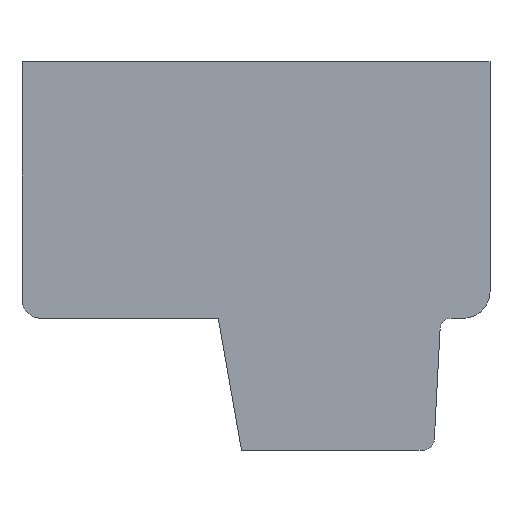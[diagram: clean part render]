
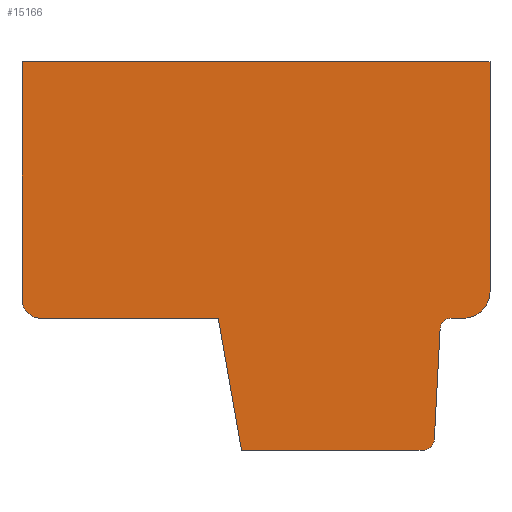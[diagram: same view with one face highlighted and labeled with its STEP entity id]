
A CAD part, front view. The second image highlights one B-rep face of the part: STEP entity #15166.
In plain terms, the highlighted planar face has unit normal (0, -1, 0).
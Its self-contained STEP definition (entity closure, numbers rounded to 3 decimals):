
#1=DIRECTION('',(0.,0.,1.));
#2=VECTOR('',#1,6.3);
#3=CARTESIAN_POINT('',(-6.2,0.,-1.15));
#4=LINE('',#3,#2);
#5=DIRECTION('',(1.,0.,0.));
#6=VECTOR('',#5,12.4);
#7=CARTESIAN_POINT('',(-6.2,0.,5.15));
#8=LINE('',#7,#6);
#9=DIRECTION('',(0.,0.,-1.));
#10=VECTOR('',#9,6.1);
#11=CARTESIAN_POINT('',(6.2,0.,5.15));
#12=LINE('',#11,#10);
#13=CARTESIAN_POINT('',(5.5,0.,-0.95));
#14=DIRECTION('',(0.,1.,0.));
#15=DIRECTION('',(1.,0.,0.));
#16=AXIS2_PLACEMENT_3D('',#13,#14,#15);
#18=DIRECTION('',(-1.,0.,0.));
#19=VECTOR('',#18,0.323);
#20=CARTESIAN_POINT('',(5.5,0.,-1.65));
#21=LINE('',#20,#19);
#22=CARTESIAN_POINT('',(5.177,0.,-1.95));
#23=DIRECTION('',(0.,-1.,0.));
#24=DIRECTION('',(0.,0.,1.));
#25=AXIS2_PLACEMENT_3D('',#22,#23,#24);
#27=DIRECTION('',(-0.052,0.,-0.999));
#28=VECTOR('',#27,2.904);
#29=CARTESIAN_POINT('',(4.877,0.,-1.95));
#30=LINE('',#29,#28);
#31=CARTESIAN_POINT('',(4.425,0.,-4.85));
#32=DIRECTION('',(0.,1.,0.));
#33=DIRECTION('',(1.,0.,0.));
#34=AXIS2_PLACEMENT_3D('',#31,#32,#33);
#36=DIRECTION('',(-1.,0.,0.));
#37=VECTOR('',#36,4.808);
#38=CARTESIAN_POINT('',(4.425,0.,-5.15));
#39=LINE('',#38,#37);
#40=DIRECTION('',(-0.174,0.,0.985));
#41=VECTOR('',#40,3.554);
#42=CARTESIAN_POINT('',(-0.383,0.,-5.15));
#43=LINE('',#42,#41);
#44=DIRECTION('',(-1.,0.,0.));
#45=VECTOR('',#44,4.7);
#46=CARTESIAN_POINT('',(-1.,0.,-1.65));
#47=LINE('',#46,#45);
#48=CARTESIAN_POINT('',(-5.7,0.,-1.15));
#49=DIRECTION('',(0.,1.,0.));
#50=DIRECTION('',(0.,0.,-1.));
#51=AXIS2_PLACEMENT_3D('',#48,#49,#50);
#11515=CARTESIAN_POINT('',(-6.2,0.,-1.15));
#11516=CARTESIAN_POINT('',(-6.2,0.,5.15));
#11517=VERTEX_POINT('',#11515);
#11518=VERTEX_POINT('',#11516);
#11519=CARTESIAN_POINT('',(6.2,0.,5.15));
#11520=VERTEX_POINT('',#11519);
#11521=CARTESIAN_POINT('',(6.2,0.,-0.95));
#11522=VERTEX_POINT('',#11521);
#11523=CARTESIAN_POINT('',(5.5,0.,-1.65));
#11524=VERTEX_POINT('',#11523);
#11525=CARTESIAN_POINT('',(5.177,0.,-1.65));
#11526=VERTEX_POINT('',#11525);
#11527=CARTESIAN_POINT('',(4.877,0.,-1.95));
#11528=VERTEX_POINT('',#11527);
#11529=CARTESIAN_POINT('',(4.725,0.,-4.85));
#11530=VERTEX_POINT('',#11529);
#11531=CARTESIAN_POINT('',(4.425,0.,-5.15));
#11532=VERTEX_POINT('',#11531);
#11533=CARTESIAN_POINT('',(-0.383,0.,-5.15));
#11534=VERTEX_POINT('',#11533);
#11535=CARTESIAN_POINT('',(-1.,0.,-1.65));
#11536=VERTEX_POINT('',#11535);
#11537=CARTESIAN_POINT('',(-5.7,0.,-1.65));
#11538=VERTEX_POINT('',#11537);
#15135=CARTESIAN_POINT('',(0.,0.,0.));
#15136=DIRECTION('',(0.,1.,0.));
#15137=DIRECTION('',(1.,0.,0.));
#15138=AXIS2_PLACEMENT_3D('',#15135,#15136,#15137);
#15139=PLANE('',#15138);
#15141=ORIENTED_EDGE('',*,*,#15140,.T.);
#15143=ORIENTED_EDGE('',*,*,#15142,.T.);
#15145=ORIENTED_EDGE('',*,*,#15144,.T.);
#15147=ORIENTED_EDGE('',*,*,#15146,.T.);
#15149=ORIENTED_EDGE('',*,*,#15148,.T.);
#15151=ORIENTED_EDGE('',*,*,#15150,.T.);
#15153=ORIENTED_EDGE('',*,*,#15152,.T.);
#15155=ORIENTED_EDGE('',*,*,#15154,.T.);
#15157=ORIENTED_EDGE('',*,*,#15156,.T.);
#15159=ORIENTED_EDGE('',*,*,#15158,.T.);
#15161=ORIENTED_EDGE('',*,*,#15160,.T.);
#15163=ORIENTED_EDGE('',*,*,#15162,.T.);
#15164=EDGE_LOOP('',(#15141,#15143,#15145,#15147,#15149,#15151,#15153,#15155,
#15157,#15159,#15161,#15163));
#15165=FACE_OUTER_BOUND('',#15164,.F.);
#15166=ADVANCED_FACE('',(#15165),#15139,.F.);
#17=CIRCLE('',#16,0.7);
#26=CIRCLE('',#25,0.3);
#35=CIRCLE('',#34,0.3);
#52=CIRCLE('',#51,0.5);
#15140=EDGE_CURVE('',#11517,#11518,#4,.T.);
#15142=EDGE_CURVE('',#11518,#11520,#8,.T.);
#15144=EDGE_CURVE('',#11520,#11522,#12,.T.);
#15146=EDGE_CURVE('',#11522,#11524,#17,.T.);
#15148=EDGE_CURVE('',#11524,#11526,#21,.T.);
#15150=EDGE_CURVE('',#11526,#11528,#26,.T.);
#15152=EDGE_CURVE('',#11528,#11530,#30,.T.);
#15154=EDGE_CURVE('',#11530,#11532,#35,.T.);
#15156=EDGE_CURVE('',#11532,#11534,#39,.T.);
#15158=EDGE_CURVE('',#11534,#11536,#43,.T.);
#15160=EDGE_CURVE('',#11536,#11538,#47,.T.);
#15162=EDGE_CURVE('',#11538,#11517,#52,.T.);
